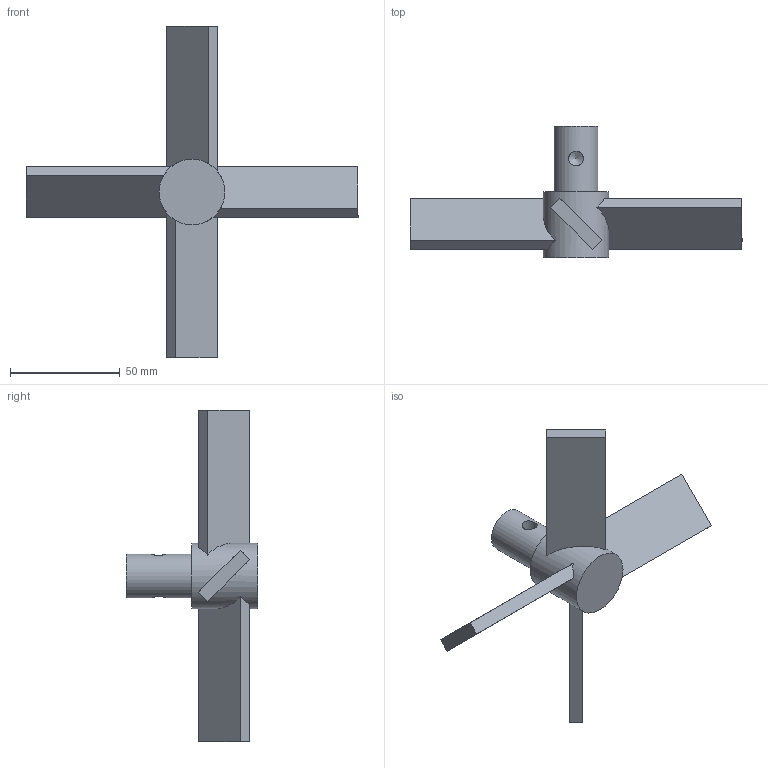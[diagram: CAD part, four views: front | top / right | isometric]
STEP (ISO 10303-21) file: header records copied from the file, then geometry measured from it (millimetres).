
FILE_DESCRIPTION(/* description */ (''),/* implementation_level */ '2;1');
FILE_NAME(/* name */ 'prop_final v2.step',/* time_stamp */ '2023-12-15T18:10:30+05:30',/* author */ (''),/* organization */ (''),/* preprocessor_version */ 'ST-DEVELOPER v20',/* originating_system */ 'Autodesk Translation Framework v12.14.0.127',/* authorisation */ '');
FILE_SCHEMA (('AUTOMOTIVE_DESIGN { 1 0 10303 214 3 1 1 }'));
Length unit declared in the file: millimetre
Products named in the file (3): prop_final; propeller2; shaft2
Assembly tree (2 placements, depth 2):
  prop_final
    propeller2
    shaft2
Bounding box: 151.6 x 60 x 151.6 mm (x, y, z)
Volume: 70301.7 mm3; surface area: 27154 mm2
Topology: 2 solids, 2 shells, 32 faces, 74 edges, 49 vertices
Faces by surface type: plane 25, cylinder 5, cone 2
Full cylindrical faces by diameter (mm): 6.779 x2, 20 x2, 30 x1
Entity records: 1052 total; most frequent: CARTESIAN_POINT 229, DIRECTION 167, ORIENTED_EDGE 144, EDGE_CURVE 72, AXIS2_PLACEMENT_3D 63, VERTEX_POINT 49, LINE 41, VECTOR 41
